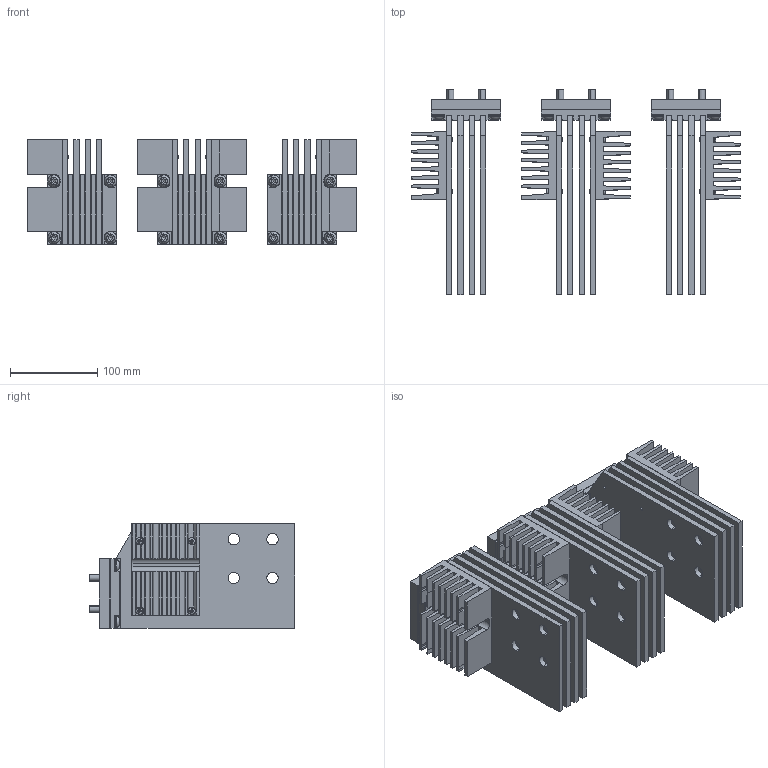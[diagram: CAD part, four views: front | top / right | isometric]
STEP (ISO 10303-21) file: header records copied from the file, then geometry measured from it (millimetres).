
FILE_DESCRIPTION(('CATIA V5 STEP Exchange'),'2;1');
FILE_NAME('1SDH001252R0375_1PA_001_00_1SDH001252R0375_1PA_001_00_E4.2_III_F_TERM_V_UL_UPPER_3200A.stp','2015-12-02T15:58:45+00:00',('none'),('none'),'CATIA Version 5 Release 20 SP 6 (IN-10)','CATIA V5 STEP AP214','none');
FILE_SCHEMA(('AUTOMOTIVE_DESIGN { 1 0 10303 214 1 1 1 1 }'));
Products named in the file (1): 1SDH001252R0375_1PA_001_00_E4.2_III_F_TERM_V_UL_UPPER_3200A
Bounding box: 376.7 x 235.4 x 120 mm (x, y, z)
Volume: 2757909.2 mm3; surface area: 1045269.4 mm2
Topology: 86 solids, 86 shells, 2044 faces, 5252 edges, 3408 vertices
Faces by surface type: plane 1224, cylinder 692, sphere 80, cone 48
Entity records: 61151 total; most frequent: CARTESIAN_POINT 14922, ORIENTED_EDGE 10408, DIRECTION 7118, EDGE_CURVE 5204, VERTEX_POINT 3408, VECTOR 3076, LINE 3076, AXIS2_PLACEMENT_3D 2770
